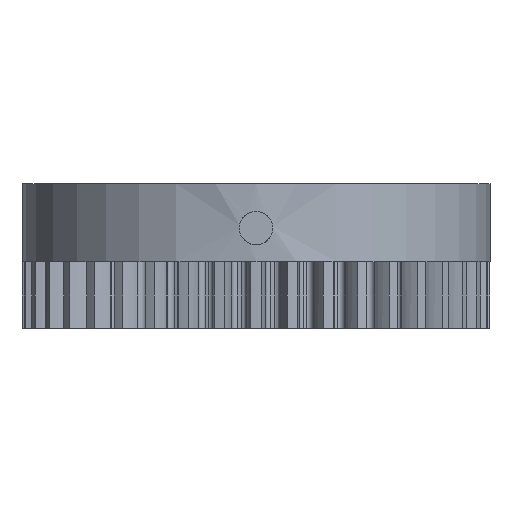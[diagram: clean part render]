
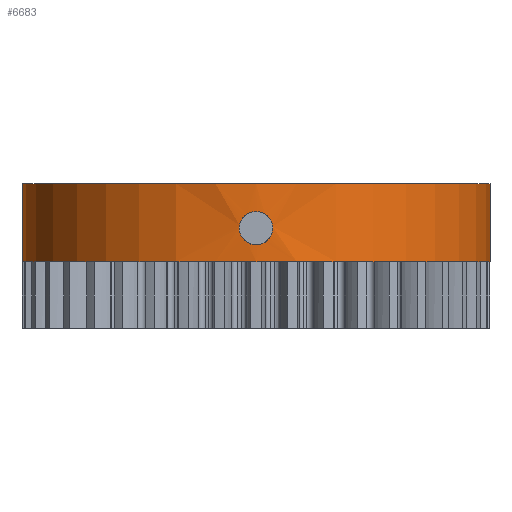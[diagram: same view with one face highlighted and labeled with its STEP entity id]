
A CAD part, front view. The second image highlights one B-rep face of the part: STEP entity #6683.
In plain terms, the highlighted cylindrical face has radius 21 mm (diameter 42 mm), a partial arc.
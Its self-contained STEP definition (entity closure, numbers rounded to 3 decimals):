
#99=B_SPLINE_CURVE_WITH_KNOTS('',3,(#16047,#16048,#16049,#16050,#16051,
#16052,#16053,#16054,#16055,#16056,#16057,#16058,#16059,#16060,#16061,#16062,
#16063,#16064),.UNSPECIFIED.,.F.,.F.,(4,2,2,2,2,2,2,2,4),(0.,0.057,
0.113,0.17,0.226,0.283,
0.339,0.396,0.452),.UNSPECIFIED.);
#100=B_SPLINE_CURVE_WITH_KNOTS('',3,(#16065,#16066,#16067,#16068,#16069,
#16070,#16071,#16072,#16073,#16074,#16075,#16076,#16077,#16078,#16079,#16080,
#16081,#16082),.UNSPECIFIED.,.F.,.F.,(4,2,2,2,2,2,2,2,4),(0.452,
0.509,0.565,0.622,0.678,
0.735,0.791,0.848,0.904),
 .UNSPECIFIED.);
#128=FACE_BOUND('',#855,.T.);
#470=FACE_OUTER_BOUND('',#854,.T.);
#854=EDGE_LOOP('',(#5169,#5170,#5171,#5172));
#855=EDGE_LOOP('',(#5173,#5174));
#1378=LINE('',#22649,#1922);
#1379=LINE('',#22651,#1923);
#1922=VECTOR('',#8661,10.);
#1923=VECTOR('',#8664,10.);
#2432=CIRCLE('',#7223,21.);
#2591=CIRCLE('',#7402,21.);
#2929=VERTEX_POINT('',#16044);
#2930=VERTEX_POINT('',#16046);
#2974=VERTEX_POINT('',#16216);
#2975=VERTEX_POINT('',#16218);
#3291=VERTEX_POINT('',#22642);
#3292=VERTEX_POINT('',#22644);
#3640=EDGE_CURVE('',#2930,#2929,#99,.T.);
#3641=EDGE_CURVE('',#2929,#2930,#100,.T.);
#3707=EDGE_CURVE('',#2974,#2975,#2432,.T.);
#4024=EDGE_CURVE('',#3292,#3291,#2591,.T.);
#4027=EDGE_CURVE('',#3291,#2975,#1378,.T.);
#4028=EDGE_CURVE('',#3292,#2974,#1379,.T.);
#5169=ORIENTED_EDGE('',*,*,#4024,.T.);
#5170=ORIENTED_EDGE('',*,*,#4027,.T.);
#5171=ORIENTED_EDGE('',*,*,#3707,.F.);
#5172=ORIENTED_EDGE('',*,*,#4028,.F.);
#5173=ORIENTED_EDGE('',*,*,#3640,.T.);
#5174=ORIENTED_EDGE('',*,*,#3641,.T.);
#6486=CYLINDRICAL_SURFACE('',#7404,21.);
#6683=ADVANCED_FACE('',(#470,#128),#6486,.T.);
#7223=AXIS2_PLACEMENT_3D('',#16219,#8217,#8218);
#7402=AXIS2_PLACEMENT_3D('',#22645,#8655,#8656);
#7404=AXIS2_PLACEMENT_3D('',#22650,#8662,#8663);
#8217=DIRECTION('center_axis',(0.,0.,1.));
#8218=DIRECTION('ref_axis',(-1.,0.,0.));
#8655=DIRECTION('center_axis',(0.,0.,1.));
#8656=DIRECTION('ref_axis',(-1.,0.,0.));
#8661=DIRECTION('',(0.,0.,1.));
#8662=DIRECTION('center_axis',(0.,0.,1.));
#8663=DIRECTION('ref_axis',(-1.,0.,0.));
#8664=DIRECTION('',(0.,0.,1.));
#16044=CARTESIAN_POINT('',(-1.5,-255.946,8.));
#16046=CARTESIAN_POINT('',(1.5,-255.946,8.));
#16047=CARTESIAN_POINT('Ctrl Pts',(1.5,-255.946,8.));
#16048=CARTESIAN_POINT('Ctrl Pts',(1.5,-255.946,7.812));
#16049=CARTESIAN_POINT('Ctrl Pts',(1.462,-255.949,7.611));
#16050=CARTESIAN_POINT('Ctrl Pts',(1.309,-255.959,7.241));
#16051=CARTESIAN_POINT('Ctrl Pts',(1.194,-255.966,7.072));
#16052=CARTESIAN_POINT('Ctrl Pts',(0.928,-255.98,
6.806));
#16053=CARTESIAN_POINT('Ctrl Pts',(0.759,-255.987,
6.691));
#16054=CARTESIAN_POINT('Ctrl Pts',(0.389,-255.997,
6.538));
#16055=CARTESIAN_POINT('Ctrl Pts',(0.188,-256.,6.5));
#16056=CARTESIAN_POINT('Ctrl Pts',(-0.188,-256.,6.5));
#16057=CARTESIAN_POINT('Ctrl Pts',(-0.389,-255.997,
6.538));
#16058=CARTESIAN_POINT('Ctrl Pts',(-0.759,-255.987,
6.691));
#16059=CARTESIAN_POINT('Ctrl Pts',(-0.928,-255.98,
6.806));
#16060=CARTESIAN_POINT('Ctrl Pts',(-1.194,-255.966,
7.072));
#16061=CARTESIAN_POINT('Ctrl Pts',(-1.309,-255.959,
7.241));
#16062=CARTESIAN_POINT('Ctrl Pts',(-1.462,-255.949,
7.611));
#16063=CARTESIAN_POINT('Ctrl Pts',(-1.5,-255.946,7.812));
#16064=CARTESIAN_POINT('Ctrl Pts',(-1.5,-255.946,8.));
#16065=CARTESIAN_POINT('Ctrl Pts',(-1.5,-255.946,8.));
#16066=CARTESIAN_POINT('Ctrl Pts',(-1.5,-255.946,8.188));
#16067=CARTESIAN_POINT('Ctrl Pts',(-1.462,-255.949,
8.389));
#16068=CARTESIAN_POINT('Ctrl Pts',(-1.309,-255.959,
8.759));
#16069=CARTESIAN_POINT('Ctrl Pts',(-1.194,-255.966,
8.928));
#16070=CARTESIAN_POINT('Ctrl Pts',(-0.928,-255.98,
9.194));
#16071=CARTESIAN_POINT('Ctrl Pts',(-0.759,-255.987,
9.309));
#16072=CARTESIAN_POINT('Ctrl Pts',(-0.389,-255.997,
9.462));
#16073=CARTESIAN_POINT('Ctrl Pts',(-0.188,-256.,9.5));
#16074=CARTESIAN_POINT('Ctrl Pts',(0.188,-256.,9.5));
#16075=CARTESIAN_POINT('Ctrl Pts',(0.389,-255.997,
9.462));
#16076=CARTESIAN_POINT('Ctrl Pts',(0.759,-255.987,
9.309));
#16077=CARTESIAN_POINT('Ctrl Pts',(0.928,-255.98,
9.194));
#16078=CARTESIAN_POINT('Ctrl Pts',(1.194,-255.966,8.928));
#16079=CARTESIAN_POINT('Ctrl Pts',(1.309,-255.959,8.759));
#16080=CARTESIAN_POINT('Ctrl Pts',(1.462,-255.949,8.389));
#16081=CARTESIAN_POINT('Ctrl Pts',(1.5,-255.946,8.188));
#16082=CARTESIAN_POINT('Ctrl Pts',(1.5,-255.946,8.));
#16216=CARTESIAN_POINT('',(-21.,-235.,12.));
#16218=CARTESIAN_POINT('',(21.,-235.,12.));
#16219=CARTESIAN_POINT('Origin',(0.,-235.,12.));
#22642=CARTESIAN_POINT('',(21.,-235.,5.));
#22644=CARTESIAN_POINT('',(-21.,-235.,5.));
#22645=CARTESIAN_POINT('Origin',(0.,-235.,5.));
#22649=CARTESIAN_POINT('',(21.,-235.,5.));
#22650=CARTESIAN_POINT('Origin',(0.,-235.,5.));
#22651=CARTESIAN_POINT('',(-21.,-235.,5.));
